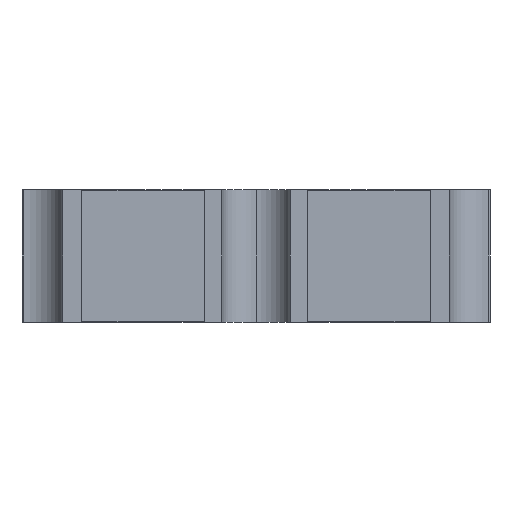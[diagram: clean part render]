
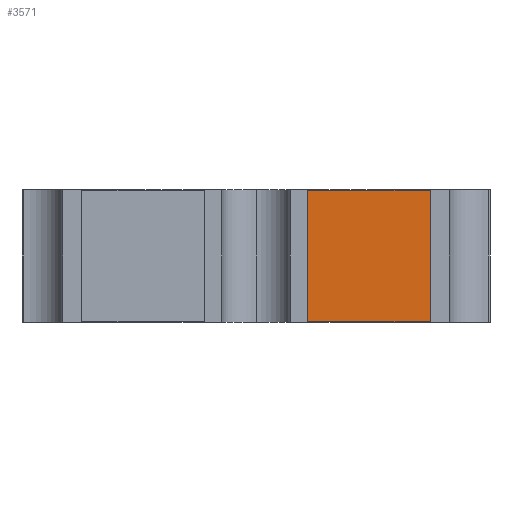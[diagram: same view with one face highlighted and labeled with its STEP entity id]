
A CAD part, left-side view. The second image highlights one B-rep face of the part: STEP entity #3571.
In plain terms, the highlighted planar face has unit normal (-1, 0, 0).
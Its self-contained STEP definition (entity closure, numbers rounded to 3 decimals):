
#160=ORIENTED_EDGE('',*,*,#952,.F.);
#161=ORIENTED_EDGE('',*,*,#948,.F.);
#162=ORIENTED_EDGE('',*,*,#953,.T.);
#163=ORIENTED_EDGE('',*,*,#930,.T.);
#930=EDGE_CURVE('',#1327,#1326,#1582,.T.);
#948=EDGE_CURVE('',#1344,#1345,#1599,.T.);
#952=EDGE_CURVE('',#1345,#1326,#1602,.T.);
#953=EDGE_CURVE('',#1344,#1327,#1603,.T.);
#1326=VERTEX_POINT('',#4706);
#1327=VERTEX_POINT('',#4708);
#1344=VERTEX_POINT('',#4743);
#1345=VERTEX_POINT('',#4745);
#1582=LINE('',#4707,#1938);
#1599=LINE('',#4744,#1955);
#1602=LINE('',#4752,#1958);
#1603=LINE('',#4753,#1959);
#1938=VECTOR('',#3954,1000.);
#1955=VECTOR('',#3975,1000.);
#1958=VECTOR('',#3982,1000.);
#1959=VECTOR('',#3983,1000.);
#2248=EDGE_LOOP('',(#160,#161,#162,#163));
#2382=FACE_BOUND('',#2248,.T.);
#2516=PLANE('',#3720);
#3571=ADVANCED_FACE('',(#2382),#2516,.F.);
#3720=AXIS2_PLACEMENT_3D('',#4751,#3980,#3981);
#3954=DIRECTION('',(0.,-1.,0.));
#3975=DIRECTION('',(0.,-1.,0.));
#3980=DIRECTION('',(1.,0.,0.));
#3981=DIRECTION('',(0.,0.,-1.));
#3982=DIRECTION('',(0.,0.,-1.));
#3983=DIRECTION('',(0.,0.,-1.));
#4706=CARTESIAN_POINT('',(-3.175,-1.907,-0.72));
#4707=CARTESIAN_POINT('',(-3.175,2.54,-0.72));
#4708=CARTESIAN_POINT('',(-3.175,-0.564,-0.72));
#4743=CARTESIAN_POINT('',(-3.175,-0.564,0.72));
#4744=CARTESIAN_POINT('',(-3.175,2.54,0.72));
#4745=CARTESIAN_POINT('',(-3.175,-1.907,0.72));
#4751=CARTESIAN_POINT('',(-3.175,2.54,0.72));
#4752=CARTESIAN_POINT('',(-3.175,-1.907,0.72));
#4753=CARTESIAN_POINT('',(-3.175,-0.564,0.72));
